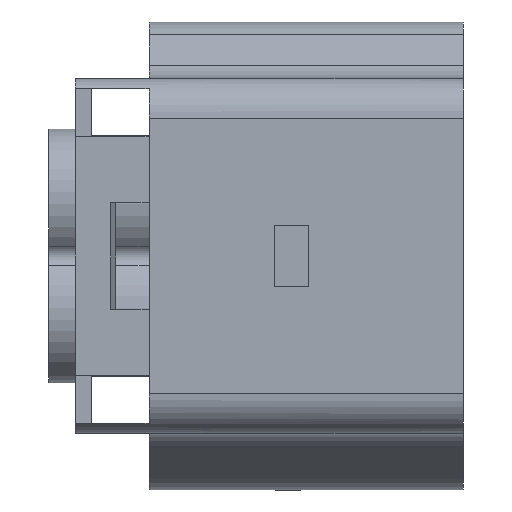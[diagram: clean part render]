
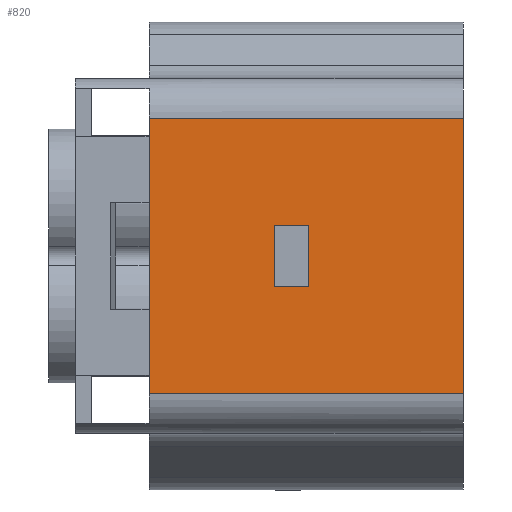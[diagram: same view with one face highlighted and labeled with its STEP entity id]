
A CAD part, left-side view. The second image highlights one B-rep face of the part: STEP entity #820.
In plain terms, the highlighted planar face has unit normal (-1, 0, 0).
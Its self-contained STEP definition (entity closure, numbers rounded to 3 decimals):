
#820=ADVANCED_FACE('',(#1805,#1806),#1375,.F.);
#1375=PLANE('',#11929);
#1805=FACE_BOUND('',#1930,.T.);
#1806=FACE_BOUND('',#1931,.T.);
#1930=EDGE_LOOP('',(#6052,#6053,#6054,#6055));
#1931=EDGE_LOOP('',(#6056,#6057,#6058,#6059));
#2478=LINE('',#15726,#3879);
#2679=LINE('',#16319,#4080);
#2705=LINE('',#16387,#4106);
#2709=LINE('',#16395,#4110);
#2712=LINE('',#16400,#4113);
#2931=LINE('',#16942,#4332);
#2932=LINE('',#16943,#4333);
#2933=LINE('',#16944,#4334);
#3879=VECTOR('',#12586,1.);
#4080=VECTOR('',#12989,1.);
#4106=VECTOR('',#13043,1.);
#4110=VECTOR('',#13049,1.);
#4113=VECTOR('',#13054,1.);
#4332=VECTOR('',#13527,1.);
#4333=VECTOR('',#13528,1.);
#4334=VECTOR('',#13529,1.);
#6052=ORIENTED_EDGE('',*,*,#10094,.T.);
#6053=ORIENTED_EDGE('',*,*,#10087,.T.);
#6054=ORIENTED_EDGE('',*,*,#10379,.T.);
#6055=ORIENTED_EDGE('',*,*,#10091,.T.);
#6056=ORIENTED_EDGE('',*,*,#10380,.T.);
#6057=ORIENTED_EDGE('',*,*,#9758,.T.);
#6058=ORIENTED_EDGE('',*,*,#10381,.T.);
#6059=ORIENTED_EDGE('',*,*,#10053,.F.);
#8661=VERTEX_POINT('',#15725);
#8662=VERTEX_POINT('',#15727);
#8952=VERTEX_POINT('',#16318);
#8953=VERTEX_POINT('',#16320);
#8978=VERTEX_POINT('',#16381);
#8980=VERTEX_POINT('',#16386);
#8983=VERTEX_POINT('',#16394);
#8984=VERTEX_POINT('',#16396);
#9758=EDGE_CURVE('',#8662,#8661,#2478,.T.);
#10053=EDGE_CURVE('',#8952,#8953,#2679,.T.);
#10087=EDGE_CURVE('',#8978,#8980,#2705,.T.);
#10091=EDGE_CURVE('',#8984,#8983,#2709,.T.);
#10094=EDGE_CURVE('',#8983,#8978,#2712,.T.);
#10379=EDGE_CURVE('',#8980,#8984,#2931,.T.);
#10380=EDGE_CURVE('',#8952,#8662,#2932,.T.);
#10381=EDGE_CURVE('',#8661,#8953,#2933,.T.);
#11929=AXIS2_PLACEMENT_3D('',#16945,#13530,#13531);
#12586=DIRECTION('',(0.,0.,-1.));
#12989=DIRECTION('',(0.,0.,-1.));
#13043=DIRECTION('',(0.,0.,-1.));
#13049=DIRECTION('',(0.,0.,1.));
#13054=DIRECTION('',(0.,-1.,0.));
#13527=DIRECTION('',(0.,1.,0.));
#13528=DIRECTION('',(0.,1.,0.));
#13529=DIRECTION('',(0.,-1.,0.));
#13530=DIRECTION('',(1.,0.,0.));
#13531=DIRECTION('',(0.,0.,-1.));
#15725=CARTESIAN_POINT('',(-45.25,23.5,-10.3));
#15726=CARTESIAN_POINT('',(-45.25,23.5,13.3));
#15727=CARTESIAN_POINT('',(-45.25,23.5,10.3));
#16318=CARTESIAN_POINT('',(-45.25,0.,10.3));
#16319=CARTESIAN_POINT('',(-45.25,0.,13.3));
#16320=CARTESIAN_POINT('',(-45.25,0.,-10.3));
#16381=CARTESIAN_POINT('',(-45.25,11.55,2.25));
#16386=CARTESIAN_POINT('',(-45.25,11.55,-2.25));
#16387=CARTESIAN_POINT('',(-45.25,11.55,2.25));
#16394=CARTESIAN_POINT('',(-45.25,14.15,2.25));
#16395=CARTESIAN_POINT('',(-45.25,14.15,-2.25));
#16396=CARTESIAN_POINT('',(-45.25,14.15,-2.25));
#16400=CARTESIAN_POINT('',(-45.25,14.15,2.25));
#16942=CARTESIAN_POINT('',(-45.25,11.55,-2.25));
#16943=CARTESIAN_POINT('',(-45.25,23.5,10.3));
#16944=CARTESIAN_POINT('',(-45.25,23.5,-10.3));
#16945=CARTESIAN_POINT('',(-45.25,23.5,-13.3));
